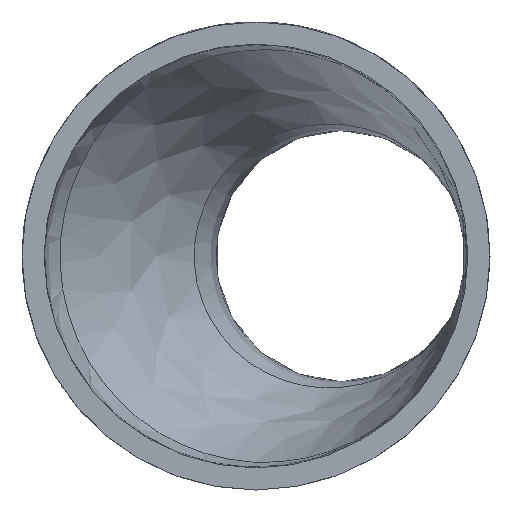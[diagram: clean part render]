
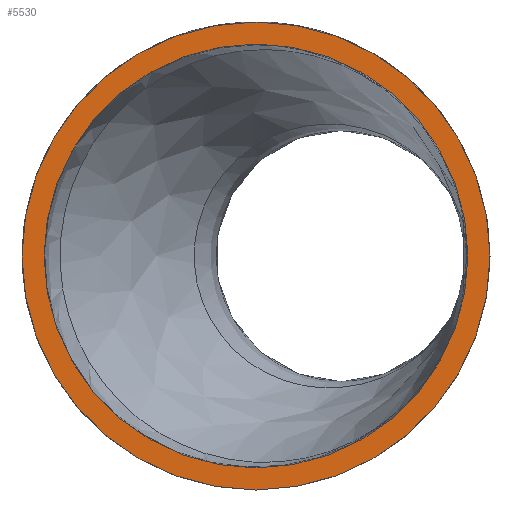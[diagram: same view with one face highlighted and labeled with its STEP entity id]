
A CAD part, left-side view. The second image highlights one B-rep face of the part: STEP entity #5530.
In plain terms, the highlighted planar face has unit normal (-1, 0, 0).
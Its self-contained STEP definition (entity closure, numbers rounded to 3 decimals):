
#585 = DIRECTION ( 'NONE',  ( -1., 0., 0. ) ) ;
#2117 = CIRCLE ( 'NONE', #8833, 21.2 ) ;
#2708 = PLANE ( 'NONE',  #4387 ) ;
#3246 = AXIS2_PLACEMENT_3D ( 'NONE', #5976, #6144, #10653 ) ;
#3658 = ORIENTED_EDGE ( 'NONE', *, *, #13630, .F. ) ;
#3892 = VERTEX_POINT ( 'NONE', #11944 ) ;
#3954 = DIRECTION ( 'NONE',  ( 0., 0., 1. ) ) ;
#4106 = CARTESIAN_POINT ( 'NONE',  ( 0., 0., 0. ) ) ;
#4387 = AXIS2_PLACEMENT_3D ( 'NONE', #8640, #14526, #12076 ) ;
#5530 = ADVANCED_FACE ( 'NONE', ( #12158, #6531 ), #2708, .T. ) ;
#5976 = CARTESIAN_POINT ( 'NONE',  ( 0., 0., 0. ) ) ;
#6144 = DIRECTION ( 'NONE',  ( -1., 0., 0. ) ) ;
#6329 = EDGE_LOOP ( 'NONE', ( #3658 ) ) ;
#6531 = FACE_OUTER_BOUND ( 'NONE', #7783, .T. ) ;
#6710 = EDGE_CURVE ( 'NONE', #14674, #14674, #2117, .T. ) ;
#7783 = EDGE_LOOP ( 'NONE', ( #7803 ) ) ;
#7803 = ORIENTED_EDGE ( 'NONE', *, *, #6710, .T. ) ;
#8640 = CARTESIAN_POINT ( 'NONE',  ( 0., 0., 0. ) ) ;
#8833 = AXIS2_PLACEMENT_3D ( 'NONE', #4106, #585, #3954 ) ;
#10653 = DIRECTION ( 'NONE',  ( 0., 0., 1. ) ) ;
#11944 = CARTESIAN_POINT ( 'NONE',  ( 0., 0., 19.2 ) ) ;
#12076 = DIRECTION ( 'NONE',  ( 0., 0., 1. ) ) ;
#12158 = FACE_BOUND ( 'NONE', #6329, .T. ) ;
#13630 = EDGE_CURVE ( 'NONE', #3892, #3892, #13827, .T. ) ;
#13827 = CIRCLE ( 'NONE', #3246, 19.2 ) ;
#14126 = CARTESIAN_POINT ( 'NONE',  ( 0., 0., 21.2 ) ) ;
#14526 = DIRECTION ( 'NONE',  ( -1., 0., 0. ) ) ;
#14674 = VERTEX_POINT ( 'NONE', #14126 ) ;
